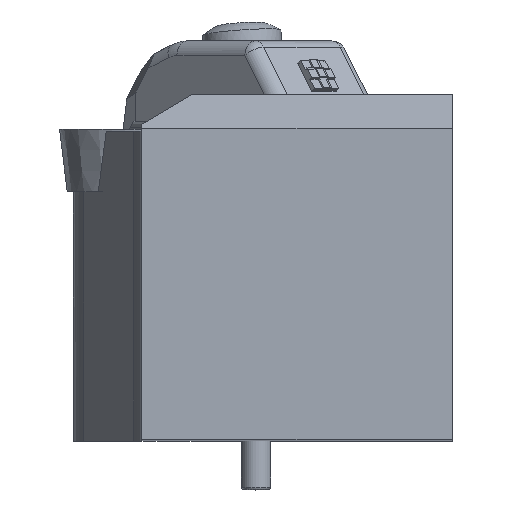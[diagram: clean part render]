
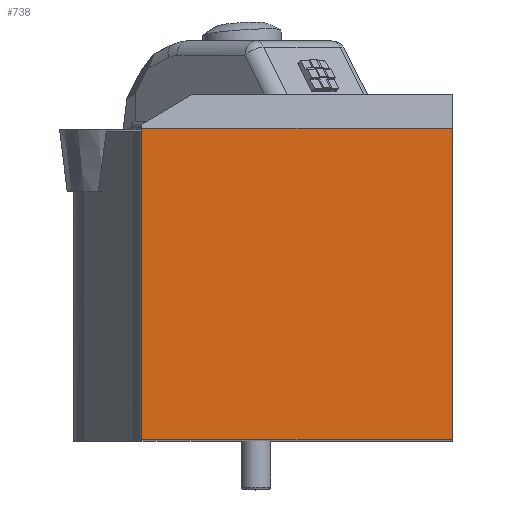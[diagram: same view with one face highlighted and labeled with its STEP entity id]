
A CAD part, top view. The second image highlights one B-rep face of the part: STEP entity #738.
In plain terms, the highlighted planar face has unit normal (0, 0, 1).
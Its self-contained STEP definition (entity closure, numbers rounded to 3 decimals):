
#198=FACE_OUTER_BOUND('',#1868,.T.);
#738=ADVANCED_FACE('',(#198),#966,.T.);
#966=PLANE('',#4503);
#1055=LINE('',#5691,#1389);
#1070=LINE('',#5775,#1404);
#1090=LINE('',#5827,#1424);
#1091=LINE('',#5829,#1425);
#1389=VECTOR('',#4753,1.);
#1404=VECTOR('',#4790,1.);
#1424=VECTOR('',#4828,1.);
#1425=VECTOR('',#4829,1.);
#1868=EDGE_LOOP('',(#2177,#2178,#2179,#2180));
#2177=ORIENTED_EDGE('',*,*,#3770,.F.);
#2178=ORIENTED_EDGE('',*,*,#3794,.F.);
#2179=ORIENTED_EDGE('',*,*,#3795,.T.);
#2180=ORIENTED_EDGE('',*,*,#3745,.T.);
#3338=VERTEX_POINT('',#5690);
#3339=VERTEX_POINT('',#5692);
#3360=VERTEX_POINT('',#5774);
#3376=VERTEX_POINT('',#5828);
#3745=EDGE_CURVE('',#3339,#3338,#1055,.T.);
#3770=EDGE_CURVE('',#3360,#3338,#1070,.T.);
#3794=EDGE_CURVE('',#3376,#3360,#1090,.T.);
#3795=EDGE_CURVE('',#3376,#3339,#1091,.T.);
#4503=AXIS2_PLACEMENT_3D('',#5830,#4830,#4831);
#4753=DIRECTION('',(1.,0.,0.));
#4790=DIRECTION('',(0.,-1.,0.));
#4828=DIRECTION('',(1.,0.,0.));
#4829=DIRECTION('',(0.,-1.,0.));
#4830=DIRECTION('',(0.,0.,1.));
#4831=DIRECTION('',(0.,1.,0.));
#5690=CARTESIAN_POINT('',(0.,0.,0.));
#5691=CARTESIAN_POINT('',(-46.,0.,0.));
#5692=CARTESIAN_POINT('',(-31.65,0.,0.));
#5774=CARTESIAN_POINT('',(0.,31.65,0.));
#5775=CARTESIAN_POINT('',(0.,45.,0.));
#5827=CARTESIAN_POINT('',(-46.,31.65,0.));
#5828=CARTESIAN_POINT('',(-31.65,31.65,0.));
#5829=CARTESIAN_POINT('',(-31.65,45.,0.));
#5830=CARTESIAN_POINT('',(-46.,31.65,0.));
